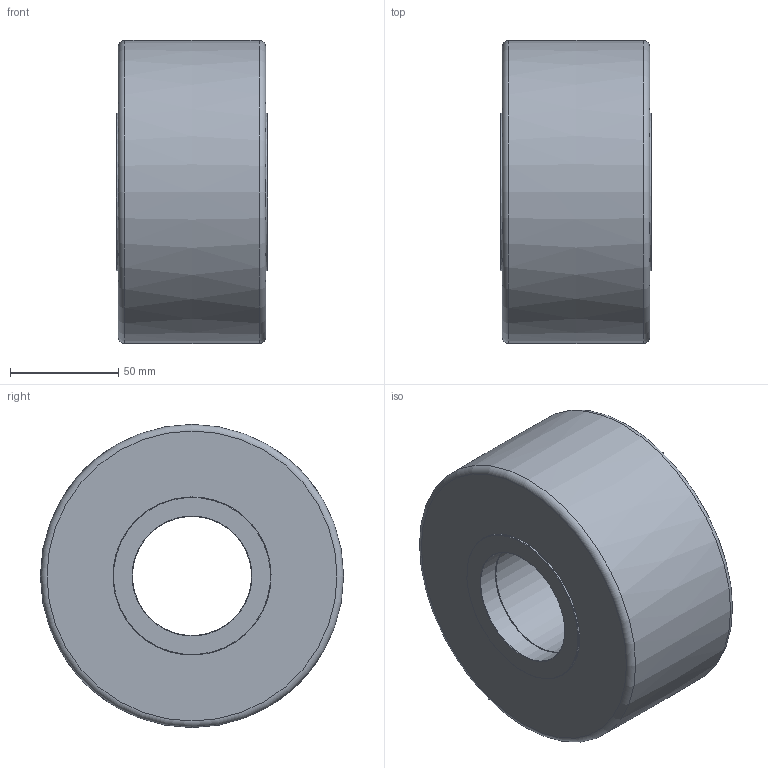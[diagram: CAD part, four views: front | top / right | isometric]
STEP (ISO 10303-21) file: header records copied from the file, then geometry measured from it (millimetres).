
FILE_DESCRIPTION(/* description */ ('-'),/* implementation_level */ '2;1');
FILE_NAME(/* name */ 'ALFATEC_SR055-140.stp',/* time_stamp */ '2022-07-07T14:29:32+02:00',/* author */ ('seider'),/* organization */ (''),/* preprocessor_version */ 'ST-DEVELOPER v18.1',/* originating_system */ 'Autodesk Inventor 2020',/* authorisation */ '');
FILE_SCHEMA (('AUTOMOTIVE_DESIGN { 1 0 10303 214 3 1 1 }'));
Length unit declared in the file: millimetre
Products named in the file (1): SR 055.140_Kontur
Bounding box: 70 x 140 x 139.99 mm (x, y, z)
Volume: 770929.6 mm3; surface area: 138637.5 mm2
Topology: 1 solids, 1 shells, 190 faces, 761 edges, 452 vertices
Faces by surface type: cylinder 77, torus 66, plane 32, cone 14, bspline 1
Full cylindrical faces by diameter (mm): 2.5 x1, 55 x3, 73 x4, 79 x2, 86.5 x2, 91 x3
Entity records: 9943 total; most frequent: CARTESIAN_POINT 2398, DIRECTION 1736, ORIENTED_EDGE 1658, EDGE_CURVE 829, AXIS2_PLACEMENT_3D 785, CIRCLE 595, VERTEX_POINT 452, EDGE_LOOP 229
